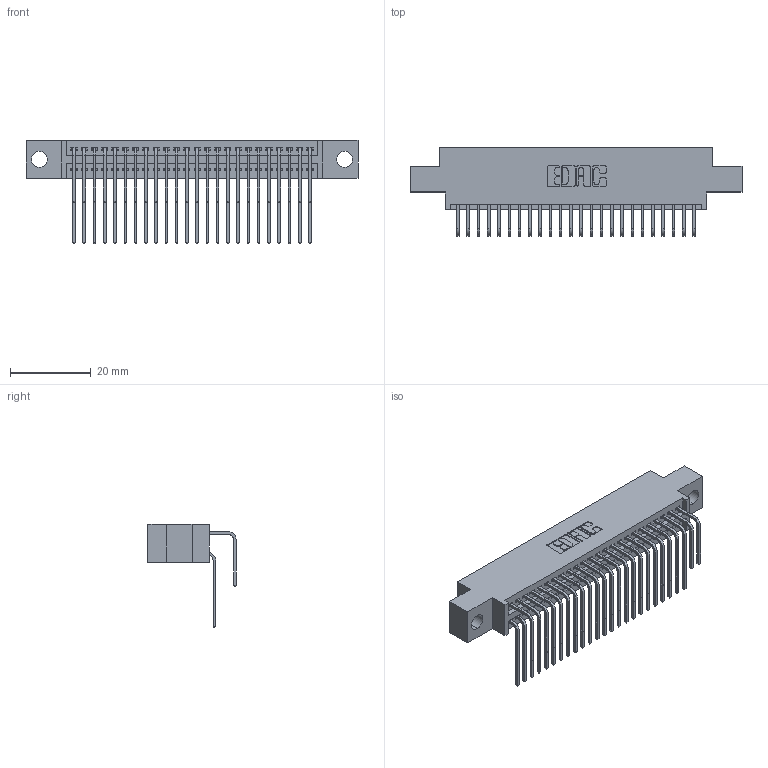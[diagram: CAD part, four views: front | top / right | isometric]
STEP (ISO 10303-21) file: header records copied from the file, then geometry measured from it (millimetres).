
FILE_DESCRIPTION (( 'STEP AP203' ), '1' );
FILE_NAME ('395-048-558-804.STEP', '2018-11-19T23:29:56', ( '' ), ( '' ), 'SwSTEP 2.0', 'SolidWorks 2016', '' );
FILE_SCHEMA (( 'CONFIG_CONTROL_DESIGN' ));
Length unit declared in the file: inch
Products named in the file (4): 395-048-558-804; 345-292-001_558 559 Tail - 1; 345-292-001_558 Tail - 2; 345 Part_0.170 Offset - 0.156 Dia-TH
Assembly tree (49 placements, depth 2):
  395-048-558-804
    345 Part_0.170 Offset - 0.156 Dia-TH
    345-292-001_558 559 Tail - 1  x24
    345-292-001_558 Tail - 2  x24
Bounding box: 82.17 x 21.83 x 25.53 mm (x, y, z)
Volume: 7890.6 mm3; surface area: 12575.7 mm2
Topology: 49 solids, 49 shells, 2626 faces, 7793 edges, 5130 vertices
Faces by surface type: plane 1764, cylinder 862
Entity records: 23041 total; most frequent: CARTESIAN_POINT 3927, ORIENTED_EDGE 3810, DIRECTION 3457, EDGE_CURVE 1905, VECTOR 1637, LINE 1637, VERTEX_POINT 1266, AXIS2_PLACEMENT_3D 910
